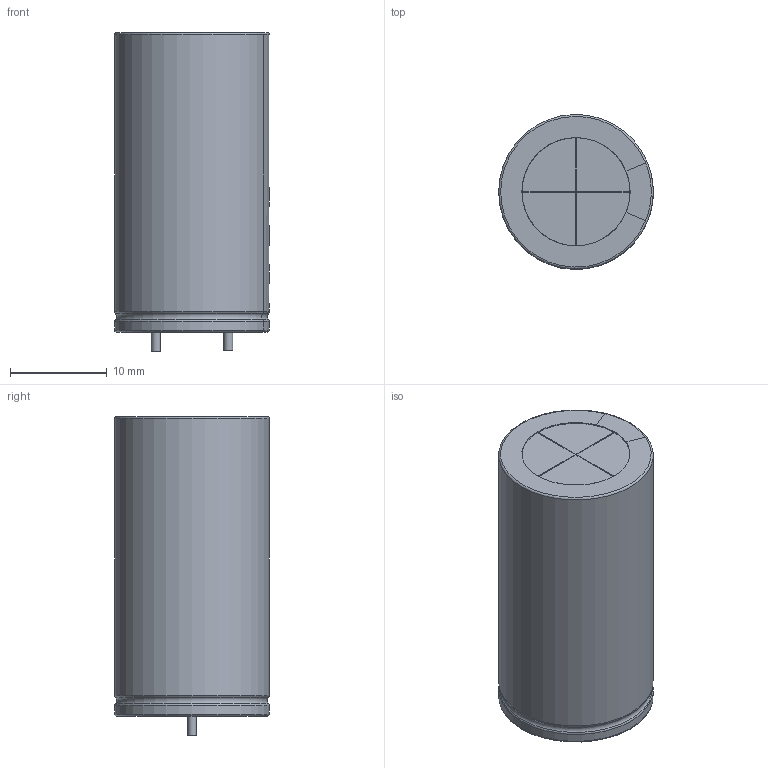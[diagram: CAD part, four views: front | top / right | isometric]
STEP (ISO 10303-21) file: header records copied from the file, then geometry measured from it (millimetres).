
FILE_DESCRIPTION(/* description */ ('model of CP_Radial_D16.0mm_P7.50mm','CAx-IF Rec.Pracs.---Representation and Presentation of Product Manufacturing Information (PMI)---4.0---2014-10-13'),/* implementation_level */ '2;1');
FILE_NAME(/* name */ 'CP_Radial_D16.0mm_P7.50mm_H31mm.step',/* time_stamp */ '2025-01-03T05:29:49+03:00',/* author */ (''),/* organization */ (''),/* preprocessor_version */ 'ST-DEVELOPER v20',/* originating_system */ 'Autodesk Translation Framework v13.20.0.188',/* authorisation */ '');
FILE_SCHEMA (('AP242_MANAGED_MODEL_BASED_3D_ENGINEERING_MIM_LF { 1 0 10303 442 1 1 4 }'));
Length unit declared in the file: millimetre
Products named in the file (1): CP_Radial_D160mm_P750mm
Bounding box: 16 x 16 x 33 mm (x, y, z)
Volume: 6189.1 mm3; surface area: 2184 mm2
Topology: 1 solids, 2 shells, 54 faces, 143 edges, 98 vertices
Faces by surface type: plane 23, cylinder 16, bspline 8, torus 7
Full cylindrical faces by diameter (mm): 0.9 x2, 11.2 x1
Entity records: 2465 total; most frequent: CARTESIAN_POINT 1005, DIRECTION 287, ORIENTED_EDGE 286, EDGE_CURVE 143, AXIS2_PLACEMENT_3D 119, VERTEX_POINT 98, CIRCLE 70, EDGE_LOOP 59
